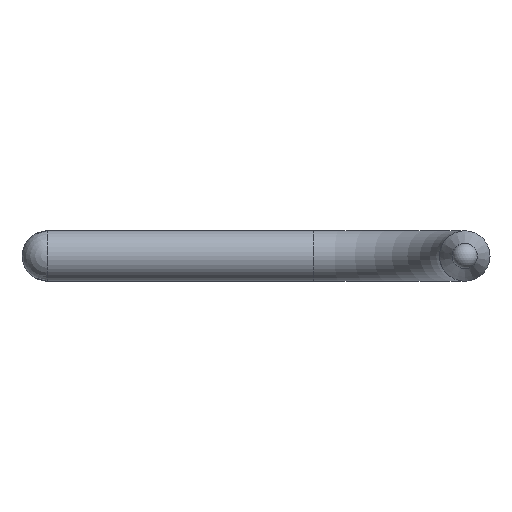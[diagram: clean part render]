
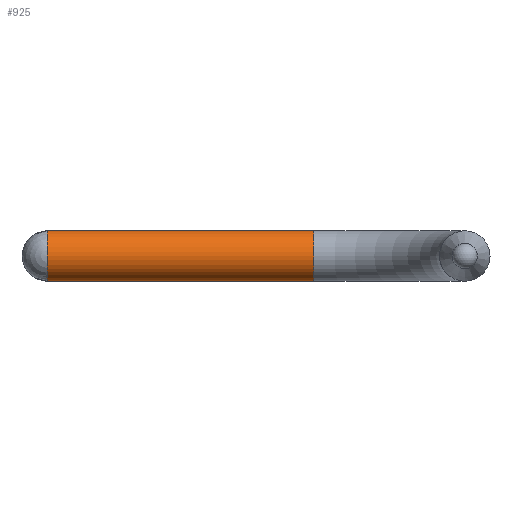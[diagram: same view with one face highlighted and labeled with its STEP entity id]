
A CAD part, left-side view. The second image highlights one B-rep face of the part: STEP entity #925.
In plain terms, the highlighted cylindrical face has radius 2 mm (diameter 4 mm), a full revolution.
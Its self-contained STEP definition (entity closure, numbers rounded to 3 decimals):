
#20 = CYLINDRICAL_SURFACE ( 'NONE', #160, 2. ) ;
#160 = AXIS2_PLACEMENT_3D ( 'NONE', #5101, #4365, #1753 ) ;
#858 = FACE_OUTER_BOUND ( 'NONE', #7130, .T. ) ;
#925 = ADVANCED_FACE ( 'NONE', ( #1802, #858 ), #20, .T. ) ;
#1184 = VERTEX_POINT ( 'NONE', #7812 ) ;
#1753 = DIRECTION ( 'NONE',  ( 0., 0., -1. ) ) ;
#1802 = FACE_OUTER_BOUND ( 'NONE', #10851, .T. ) ;
#1914 = ORIENTED_EDGE ( 'NONE', *, *, #4271, .F. ) ;
#2018 = EDGE_CURVE ( 'NONE', #9649, #9649, #6216, .T. ) ;
#2132 = AXIS2_PLACEMENT_3D ( 'NONE', #10221, #5992, #9389 ) ;
#4271 = EDGE_CURVE ( 'NONE', #1184, #1184, #7105, .T. ) ;
#4365 = DIRECTION ( 'NONE',  ( 0., -1., 0. ) ) ;
#5101 = CARTESIAN_POINT ( 'NONE',  ( 60., 17.575, 0. ) ) ;
#5992 = DIRECTION ( 'NONE',  ( 0., -1., 0. ) ) ;
#6216 = CIRCLE ( 'NONE', #7644, 2. ) ;
#6701 = DIRECTION ( 'NONE',  ( 0., 0., -1. ) ) ;
#7105 = CIRCLE ( 'NONE', #2132, 2. ) ;
#7130 = EDGE_LOOP ( 'NONE', ( #1914 ) ) ;
#7344 = ORIENTED_EDGE ( 'NONE', *, *, #2018, .T. ) ;
#7479 = DIRECTION ( 'NONE',  ( 0., -1., 0. ) ) ;
#7532 = CARTESIAN_POINT ( 'NONE',  ( 60., 15.575, 0. ) ) ;
#7644 = AXIS2_PLACEMENT_3D ( 'NONE', #7532, #7479, #6701 ) ;
#7760 = CARTESIAN_POINT ( 'NONE',  ( 60., 15.575, -2. ) ) ;
#7812 = CARTESIAN_POINT ( 'NONE',  ( 60., -5.575, -2. ) ) ;
#9389 = DIRECTION ( 'NONE',  ( 0., 0., -1. ) ) ;
#9649 = VERTEX_POINT ( 'NONE', #7760 ) ;
#10221 = CARTESIAN_POINT ( 'NONE',  ( 60., -5.575, 0. ) ) ;
#10851 = EDGE_LOOP ( 'NONE', ( #7344 ) ) ;
